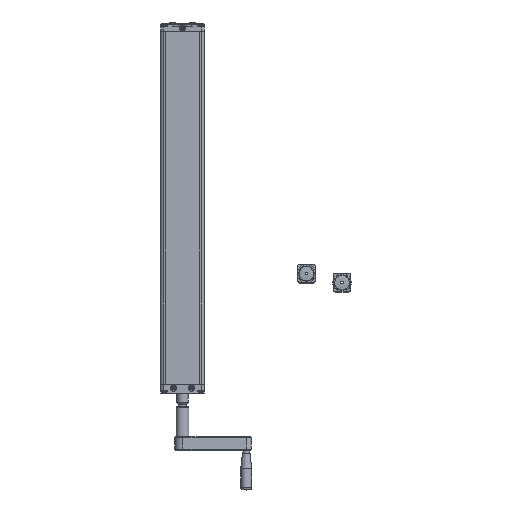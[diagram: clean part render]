
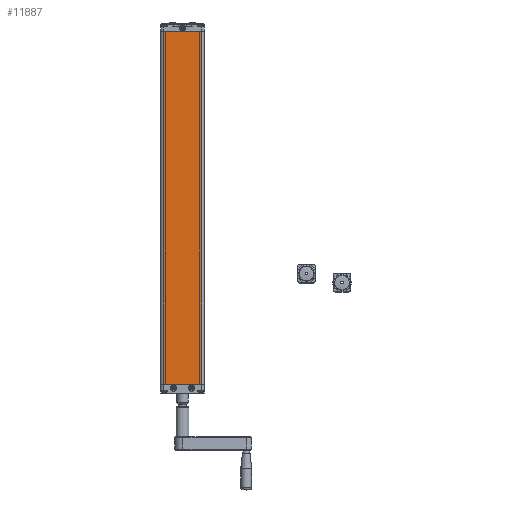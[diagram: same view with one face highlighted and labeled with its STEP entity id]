
A CAD part, top view. The second image highlights one B-rep face of the part: STEP entity #11887.
In plain terms, the highlighted planar face has unit normal (0, 0, 1).
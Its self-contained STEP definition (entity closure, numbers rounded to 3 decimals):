
#2051=FACE_OUTER_BOUND('',#2754,.T.);
#2754=EDGE_LOOP('',(#8178,#8179,#8180,#8181));
#3587=LINE('',#18518,#4456);
#3588=LINE('',#18520,#4457);
#3589=LINE('',#18522,#4458);
#3590=LINE('',#18523,#4459);
#4456=VECTOR('',#14651,691.5);
#4457=VECTOR('',#14652,75.);
#4458=VECTOR('',#14653,691.5);
#4459=VECTOR('',#14654,75.);
#5330=VERTEX_POINT('',#18516);
#5331=VERTEX_POINT('',#18517);
#5332=VERTEX_POINT('',#18519);
#5333=VERTEX_POINT('',#18521);
#6429=EDGE_CURVE('',#5330,#5331,#3587,.F.);
#6430=EDGE_CURVE('',#5332,#5330,#3588,.T.);
#6431=EDGE_CURVE('',#5333,#5332,#3589,.T.);
#6432=EDGE_CURVE('',#5331,#5333,#3590,.F.);
#8178=ORIENTED_EDGE('',*,*,#6429,.F.);
#8179=ORIENTED_EDGE('',*,*,#6430,.F.);
#8180=ORIENTED_EDGE('',*,*,#6431,.F.);
#8181=ORIENTED_EDGE('',*,*,#6432,.F.);
#11604=PLANE('',#13070);
#11887=ADVANCED_FACE('',(#2051),#11604,.T.);
#13070=AXIS2_PLACEMENT_3D('',#18515,#14649,#14650);
#14649=DIRECTION('center_axis',(0.,0.,1.));
#14650=DIRECTION('ref_axis',(1.,0.,0.));
#14651=DIRECTION('',(0.,-1.,0.));
#14652=DIRECTION('',(-1.,0.,0.));
#14653=DIRECTION('',(0.,-1.,0.));
#14654=DIRECTION('',(-1.,0.,0.));
#18515=CARTESIAN_POINT('Origin',(42.5,692.5,17.5));
#18516=CARTESIAN_POINT('',(-37.5,0.5,17.5));
#18517=CARTESIAN_POINT('',(-37.5,692.,17.5));
#18518=CARTESIAN_POINT('',(-37.5,692.,17.5));
#18519=CARTESIAN_POINT('',(37.5,0.5,17.5));
#18520=CARTESIAN_POINT('',(37.5,0.5,17.5));
#18521=CARTESIAN_POINT('',(37.5,692.,17.5));
#18522=CARTESIAN_POINT('',(37.5,692.,17.5));
#18523=CARTESIAN_POINT('',(37.5,692.,17.5));
